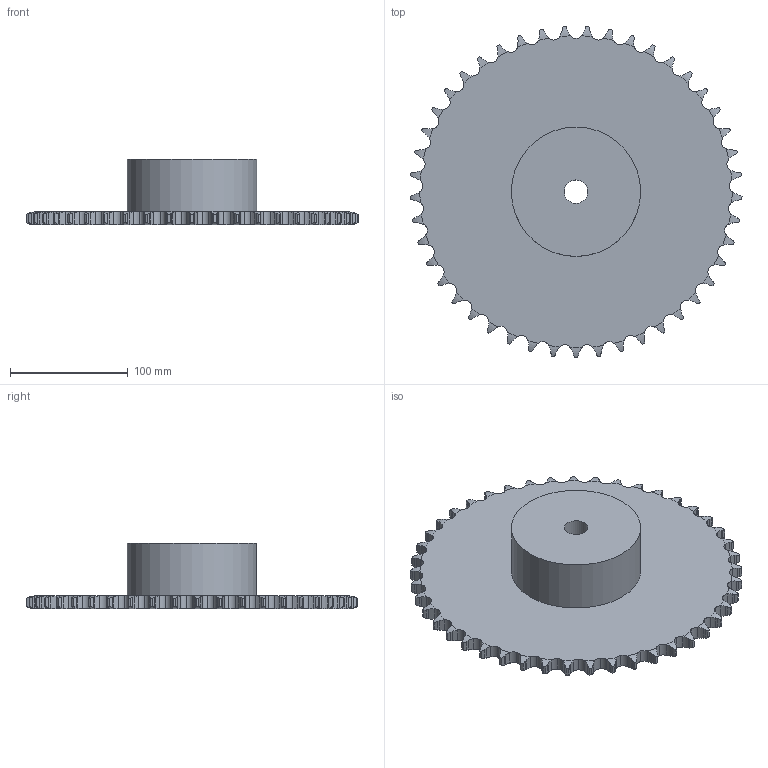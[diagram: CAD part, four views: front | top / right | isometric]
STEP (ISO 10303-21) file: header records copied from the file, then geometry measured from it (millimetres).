
FILE_DESCRIPTION(('FreeCAD Model'),'2;1');
FILE_NAME('Open CASCADE Shape Model','2021-05-30T10:10:44',('FreeCAD'),( 'FreeCAD'),'Open CASCADE STEP processor 7.4','FreeCAD','Unknown');
FILE_SCHEMA(('AUTOMOTIVE_DESIGN { 1 0 10303 214 1 1 1 1 }'));
Products named in the file (1): Open CASCADE STEP translator 7.4 34
Bounding box: 282.39 x 282.22 x 56 mm (x, y, z)
Volume: 1037009.1 mm3; surface area: 146224.4 mm2
Topology: 1 solids, 1 shells, 501 faces, 1492 edges, 995 vertices
Faces by surface type: cylinder 317, plane 94, torus 90
Full cylindrical faces by diameter (mm): 20 x1, 110 x1
Entity records: 45958 total; most frequent: CARTESIAN_POINT 20835, DIRECTION 3414, ORIENTED_EDGE 2984, PCURVE 2984, DEFINITIONAL_REPRESENTATION 2984, B_SPLINE_CURVE_WITH_KNOTS 2160, LINE 1675, VECTOR 1675
